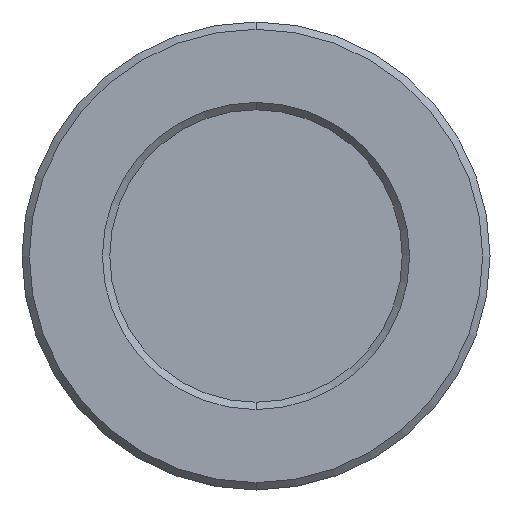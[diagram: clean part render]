
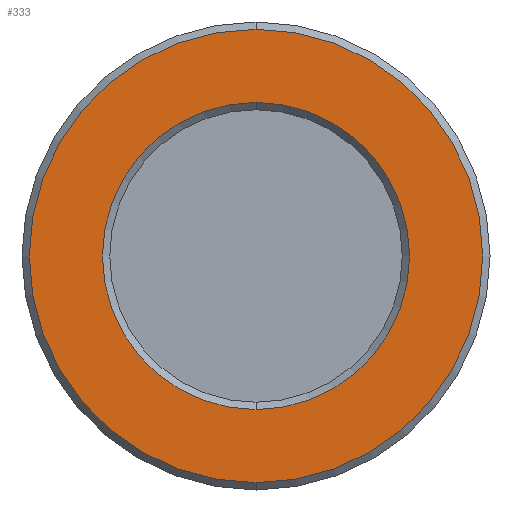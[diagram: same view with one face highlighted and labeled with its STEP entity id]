
A CAD part, front view. The second image highlights one B-rep face of the part: STEP entity #333.
In plain terms, the highlighted planar face has unit normal (0, -1, 0).
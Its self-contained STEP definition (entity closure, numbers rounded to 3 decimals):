
#15 = ORIENTED_EDGE ( 'NONE', *, *, #522, .T. ) ;
#25 = EDGE_LOOP ( 'NONE', ( #574, #15 ) ) ;
#35 = CIRCLE ( 'NONE', #549, 10.5 ) ;
#60 = VERTEX_POINT ( 'NONE', #558 ) ;
#63 = DIRECTION ( 'NONE',  ( 0., 0., -1. ) ) ;
#94 = VERTEX_POINT ( 'NONE', #157 ) ;
#101 = FACE_BOUND ( 'NONE', #25, .T. ) ;
#113 = DIRECTION ( 'NONE',  ( 0., -1., 0. ) ) ;
#137 = CARTESIAN_POINT ( 'NONE',  ( 0., 0., -10.5 ) ) ;
#144 = VERTEX_POINT ( 'NONE', #303 ) ;
#145 = CIRCLE ( 'NONE', #393, 10.5 ) ;
#157 = CARTESIAN_POINT ( 'NONE',  ( 0., 0., -15.5 ) ) ;
#159 = CIRCLE ( 'NONE', #488, 15.5 ) ;
#184 = VERTEX_POINT ( 'NONE', #137 ) ;
#191 = CARTESIAN_POINT ( 'NONE',  ( 0., 0., 0. ) ) ;
#199 = CARTESIAN_POINT ( 'NONE',  ( 0., 0., 0. ) ) ;
#228 = FACE_OUTER_BOUND ( 'NONE', #369, .T. ) ;
#230 = DIRECTION ( 'NONE',  ( 0., 0., -1. ) ) ;
#242 = DIRECTION ( 'NONE',  ( 0., 0., -1. ) ) ;
#251 = DIRECTION ( 'NONE',  ( 0., 0., -1. ) ) ;
#274 = ORIENTED_EDGE ( 'NONE', *, *, #298, .T. ) ;
#280 = AXIS2_PLACEMENT_3D ( 'NONE', #191, #499, #230 ) ;
#298 = EDGE_CURVE ( 'NONE', #94, #144, #446, .T. ) ;
#303 = CARTESIAN_POINT ( 'NONE',  ( 0., 0., 15.5 ) ) ;
#310 = CARTESIAN_POINT ( 'NONE',  ( 0., 0., 0. ) ) ;
#321 = DIRECTION ( 'NONE',  ( 0., 1., 0. ) ) ;
#333 = ADVANCED_FACE ( 'NONE', ( #101, #228 ), #358, .T. ) ;
#358 = PLANE ( 'NONE',  #398 ) ;
#369 = EDGE_LOOP ( 'NONE', ( #521, #274 ) ) ;
#381 = CARTESIAN_POINT ( 'NONE',  ( 0., 0., 0. ) ) ;
#393 = AXIS2_PLACEMENT_3D ( 'NONE', #199, #512, #242 ) ;
#398 = AXIS2_PLACEMENT_3D ( 'NONE', #310, #453, #251 ) ;
#427 = DIRECTION ( 'NONE',  ( 0., 0., -1. ) ) ;
#442 = EDGE_CURVE ( 'NONE', #184, #60, #35, .T. ) ;
#446 = CIRCLE ( 'NONE', #280, 15.5 ) ;
#453 = DIRECTION ( 'NONE',  ( 0., -1., 0. ) ) ;
#488 = AXIS2_PLACEMENT_3D ( 'NONE', #381, #113, #427 ) ;
#499 = DIRECTION ( 'NONE',  ( 0., -1., 0. ) ) ;
#512 = DIRECTION ( 'NONE',  ( 0., 1., 0. ) ) ;
#516 = CARTESIAN_POINT ( 'NONE',  ( 0., 0., 0. ) ) ;
#521 = ORIENTED_EDGE ( 'NONE', *, *, #579, .T. ) ;
#522 = EDGE_CURVE ( 'NONE', #60, #184, #145, .T. ) ;
#549 = AXIS2_PLACEMENT_3D ( 'NONE', #516, #321, #63 ) ;
#558 = CARTESIAN_POINT ( 'NONE',  ( 0., 0., 10.5 ) ) ;
#574 = ORIENTED_EDGE ( 'NONE', *, *, #442, .T. ) ;
#579 = EDGE_CURVE ( 'NONE', #144, #94, #159, .T. ) ;
